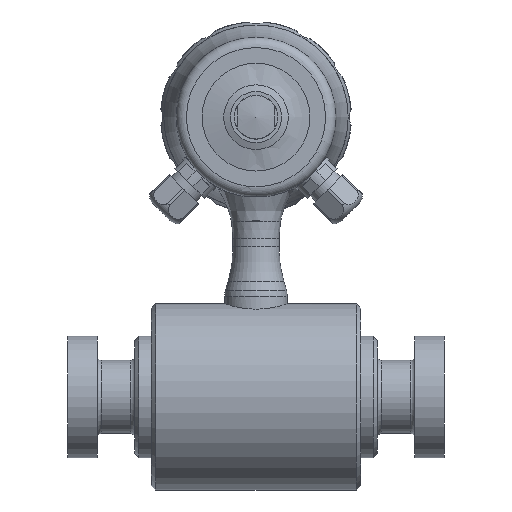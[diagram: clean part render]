
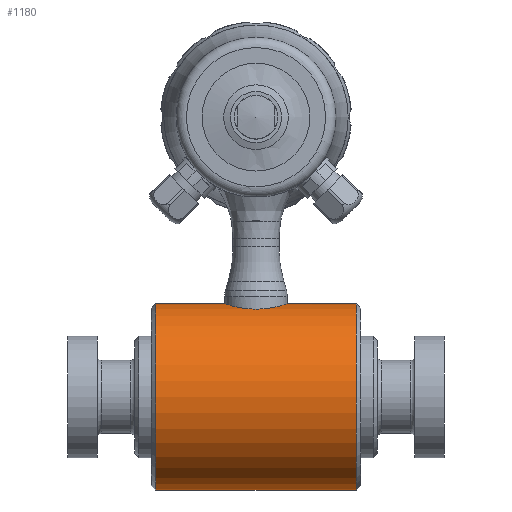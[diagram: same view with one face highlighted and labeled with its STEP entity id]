
A CAD part, left-side view. The second image highlights one B-rep face of the part: STEP entity #1180.
In plain terms, the highlighted cylindrical face has radius 44.5 mm (diameter 89 mm), a full revolution.
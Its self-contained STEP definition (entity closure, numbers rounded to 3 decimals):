
#1180 = ADVANCED_FACE( '', ( #2623, #2624, #2625 ), #2626, .T. );
#2623 = FACE_BOUND( '', #4804, .T. );
#2624 = FACE_OUTER_BOUND( '', #4805, .T. );
#2625 = FACE_OUTER_BOUND( '', #4806, .T. );
#2626 = CYLINDRICAL_SURFACE( '', #4807, 44.5 );
#4804 = EDGE_LOOP( '', ( #8419, #8420, #8421, #8422, #8423, #8424 ) );
#4805 = EDGE_LOOP( '', ( #8425 ) );
#4806 = EDGE_LOOP( '', ( #8426 ) );
#4807 = AXIS2_PLACEMENT_3D( '', #8427, #8428, #8429 );
#8419 = ORIENTED_EDGE( '', *, *, #11385, .F. );
#8420 = ORIENTED_EDGE( '', *, *, #11501, .F. );
#8421 = ORIENTED_EDGE( '', *, *, #11724, .F. );
#8422 = ORIENTED_EDGE( '', *, *, #11725, .F. );
#8423 = ORIENTED_EDGE( '', *, *, #11726, .F. );
#8424 = ORIENTED_EDGE( '', *, *, #11727, .F. );
#8425 = ORIENTED_EDGE( '', *, *, #11213, .T. );
#8426 = ORIENTED_EDGE( '', *, *, #11184, .T. );
#8427 = CARTESIAN_POINT( '', ( 0., 50., 0. ) );
#8428 = DIRECTION( '', ( 0., 1., 0. ) );
#8429 = DIRECTION( '', ( 0., 0., 1. ) );
#11184 = EDGE_CURVE( '', #13481, #13481, #13482, .F. );
#11213 = EDGE_CURVE( '', #13523, #13523, #13524, .F. );
#11385 = EDGE_CURVE( '', #13770, #13772, #13773, .F. );
#11501 = EDGE_CURVE( '', #13941, #13770, #13943, .T. );
#11724 = EDGE_CURVE( '', #14265, #13941, #14266, .T. );
#11725 = EDGE_CURVE( '', #14267, #14265, #14268, .F. );
#11726 = EDGE_CURVE( '', #14269, #14267, #14270, .T. );
#11727 = EDGE_CURVE( '', #13772, #14269, #14271, .T. );
#13481 = VERTEX_POINT( '', #17747 );
#13482 = CIRCLE( '', #17748, 44.5 );
#13523 = VERTEX_POINT( '', #17824 );
#13524 = CIRCLE( '', #17825, 44.5 );
#13770 = VERTEX_POINT( '', #18566 );
#13772 = VERTEX_POINT( '', #18587 );
#13773 = LINE( '', #18588, #18589 );
#13941 = VERTEX_POINT( '', #18950 );
#13943 = LINE( '', #18963, #18964 );
#14265 = VERTEX_POINT( '', #19917 );
#14266 = B_SPLINE_CURVE_WITH_KNOTS( '', 3, ( #19918, #19919, #19920, #19921, #19922, #19923, #19924, #19925, #19926, #19927, #19928, #19929, #19930, #19931, #19932 ), .UNSPECIFIED., .F., .F., ( 4, 1, 1, 1, 1, 1, 1, 1, 1, 1, 1, 1, 4 ), ( 0., 0.063, 0.126, 0.189, 0.252, 0.314, 0.376, 0.438, 0.5, 0.624, 0.748, 0.874, 1. ), .UNSPECIFIED. );
#14267 = VERTEX_POINT( '', #19933 );
#14268 = LINE( '', #19934, #19935 );
#14269 = VERTEX_POINT( '', #19936 );
#14270 = LINE( '', #19937, #19938 );
#14271 = B_SPLINE_CURVE_WITH_KNOTS( '', 3, ( #19939, #19940, #19941, #19942, #19943, #19944, #19945, #19946, #19947, #19948, #19949, #19950, #19951, #19952, #19953, #19954, #19955, #19956 ), .UNSPECIFIED., .F., .F., ( 4, 1, 1, 1, 1, 1, 1, 1, 1, 1, 1, 1, 1, 1, 1, 4 ), ( 0., 0.067, 0.133, 0.2, 0.267, 0.333, 0.4, 0.467, 0.533, 0.6, 0.667, 0.733, 0.8, 0.867, 0.933, 1. ), .UNSPECIFIED. );
#17747 = CARTESIAN_POINT( '', ( 0., 48., -44.5 ) );
#17748 = AXIS2_PLACEMENT_3D( '', #22547, #22548, #22549 );
#17824 = CARTESIAN_POINT( '', ( 0., -48., 44.5 ) );
#17825 = AXIS2_PLACEMENT_3D( '', #22585, #22586, #22587 );
#18566 = CARTESIAN_POINT( '', ( 2.87, 9.056, 44.407 ) );
#18587 = CARTESIAN_POINT( '', ( 2.869, 14.723, 44.407 ) );
#18588 = CARTESIAN_POINT( '', ( 2.869, 0.036, 44.407 ) );
#18589 = VECTOR( '', #22746, 1000. );
#18950 = CARTESIAN_POINT( '', ( 2.87, -14.723, 44.407 ) );
#18963 = CARTESIAN_POINT( '', ( 2.87, -15., 44.407 ) );
#18964 = VECTOR( '', #22870, 1000. );
#19917 = CARTESIAN_POINT( '', ( -2.869, -14.723, 44.407 ) );
#19918 = CARTESIAN_POINT( '', ( -2.869, -14.723, 44.407 ) );
#19919 = CARTESIAN_POINT( '', ( -2.75, -14.745, 44.415 ) );
#19920 = CARTESIAN_POINT( '', ( -2.512, -14.79, 44.43 ) );
#19921 = CARTESIAN_POINT( '', ( -2.152, -14.846, 44.448 ) );
#19922 = CARTESIAN_POINT( '', ( -1.793, -14.894, 44.464 ) );
#19923 = CARTESIAN_POINT( '', ( -1.434, -14.933, 44.477 ) );
#19924 = CARTESIAN_POINT( '', ( -1.074, -14.963, 44.487 ) );
#19925 = CARTESIAN_POINT( '', ( -0.716, -14.984, 44.495 ) );
#19926 = CARTESIAN_POINT( '', ( -0.358, -14.997, 44.499 ) );
#19927 = CARTESIAN_POINT( '', ( 0.119, -15.003, 44.501 ) );
#19928 = CARTESIAN_POINT( '', ( 0.717, -14.989, 44.496 ) );
#19929 = CARTESIAN_POINT( '', ( 1.435, -14.937, 44.479 ) );
#19930 = CARTESIAN_POINT( '', ( 2.155, -14.852, 44.45 ) );
#19931 = CARTESIAN_POINT( '', ( 2.631, -14.766, 44.422 ) );
#19932 = CARTESIAN_POINT( '', ( 2.87, -14.723, 44.407 ) );
#19933 = CARTESIAN_POINT( '', ( -2.869, 9.056, 44.407 ) );
#19934 = CARTESIAN_POINT( '', ( -2.869, -15., 44.407 ) );
#19935 = VECTOR( '', #23114, 1000. );
#19936 = CARTESIAN_POINT( '', ( -2.869, 14.723, 44.407 ) );
#19937 = CARTESIAN_POINT( '', ( -2.869, 0.036, 44.407 ) );
#19938 = VECTOR( '', #23115, 1000. );
#19939 = CARTESIAN_POINT( '', ( 2.869, 14.723, 44.407 ) );
#19940 = CARTESIAN_POINT( '', ( 2.743, 14.747, 44.415 ) );
#19941 = CARTESIAN_POINT( '', ( 2.491, 14.794, 44.431 ) );
#19942 = CARTESIAN_POINT( '', ( 2.111, 14.852, 44.45 ) );
#19943 = CARTESIAN_POINT( '', ( 1.729, 14.902, 44.467 ) );
#19944 = CARTESIAN_POINT( '', ( 1.346, 14.941, 44.48 ) );
#19945 = CARTESIAN_POINT( '', ( 0.962, 14.971, 44.489 ) );
#19946 = CARTESIAN_POINT( '', ( 0.577, 14.991, 44.496 ) );
#19947 = CARTESIAN_POINT( '', ( 0.193, 15., 44.499 ) );
#19948 = CARTESIAN_POINT( '', ( -0.193, 15., 44.499 ) );
#19949 = CARTESIAN_POINT( '', ( -0.577, 14.991, 44.496 ) );
#19950 = CARTESIAN_POINT( '', ( -0.962, 14.971, 44.489 ) );
#19951 = CARTESIAN_POINT( '', ( -1.346, 14.941, 44.48 ) );
#19952 = CARTESIAN_POINT( '', ( -1.729, 14.902, 44.467 ) );
#19953 = CARTESIAN_POINT( '', ( -2.111, 14.852, 44.45 ) );
#19954 = CARTESIAN_POINT( '', ( -2.491, 14.794, 44.431 ) );
#19955 = CARTESIAN_POINT( '', ( -2.743, 14.747, 44.415 ) );
#19956 = CARTESIAN_POINT( '', ( -2.869, 14.723, 44.407 ) );
#22547 = CARTESIAN_POINT( '', ( 0., 48., 0. ) );
#22548 = DIRECTION( '', ( 0., 1., 0. ) );
#22549 = DIRECTION( '', ( 0., 0., -1. ) );
#22585 = CARTESIAN_POINT( '', ( 0., -48., 0. ) );
#22586 = DIRECTION( '', ( 0., -1., 0. ) );
#22587 = DIRECTION( '', ( 0., 0., 1. ) );
#22746 = DIRECTION( '', ( 0., -1., 0. ) );
#22870 = DIRECTION( '', ( 0., 1., 0. ) );
#23114 = DIRECTION( '', ( 0., 1., 0. ) );
#23115 = DIRECTION( '', ( 0., -1., 0. ) );
